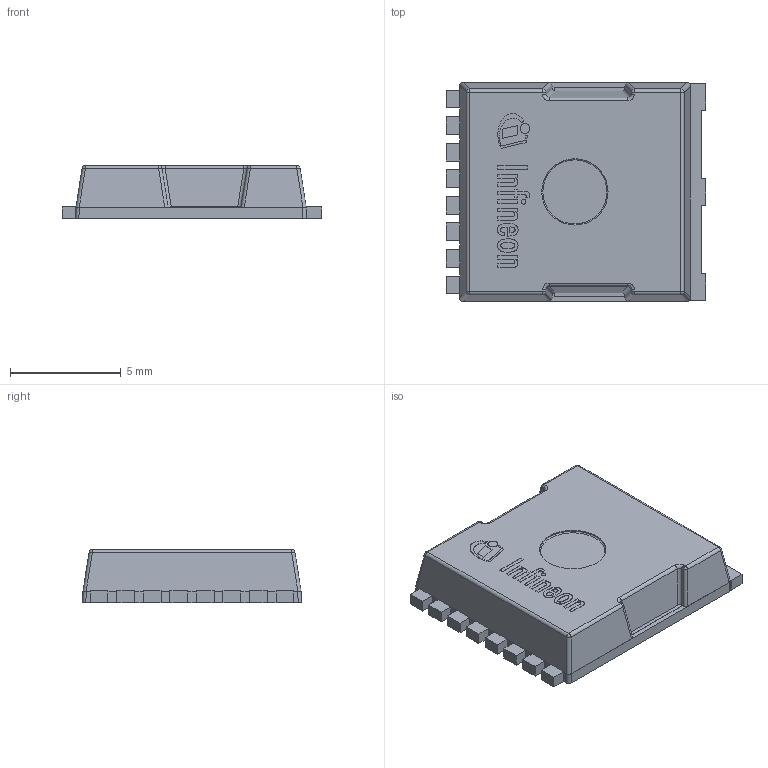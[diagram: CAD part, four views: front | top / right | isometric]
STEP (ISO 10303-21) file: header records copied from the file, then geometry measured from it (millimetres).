
FILE_DESCRIPTION(/* description */ (''),/* implementation_level */ '2;1');
FILE_NAME(/* name */ 'PG-HSOF-8-10_Z8B00220532_V03_3D.stp',/* time_stamp */ '2022-05-09T18:12:14+06:00',/* author */ ('janartha'),/* organization */ (''),/* preprocessor_version */ 'ST-DEVELOPER v16.13',/* originating_system */ 'AutoCAD Mechanical',/* authorisation */ '');
FILE_SCHEMA (('AUTOMOTIVE_DESIGN { 1 0 10303 214 3 1 1 }'));
Length unit declared in the file: millimetre
Products named in the file (1): Product
Bounding box: 11.73 x 9.9 x 2.41 mm (x, y, z)
Volume: 257.1 mm3; surface area: 679.9 mm2
Topology: 24 solids, 24 shells, 468 faces, 1224 edges, 805 vertices
Faces by surface type: plane 310, cylinder 145, sphere 8, bspline 4, torus 1
Full cylindrical faces by diameter (mm): 0.213 x1, 0.439 x1, 3 x1
Entity records: 14411 total; most frequent: CARTESIAN_POINT 2590, DIRECTION 2449, ORIENTED_EDGE 2440, EDGE_CURVE 1220, LINE 921, VECTOR 921, VERTEX_POINT 805, AXIS2_PLACEMENT_3D 764
